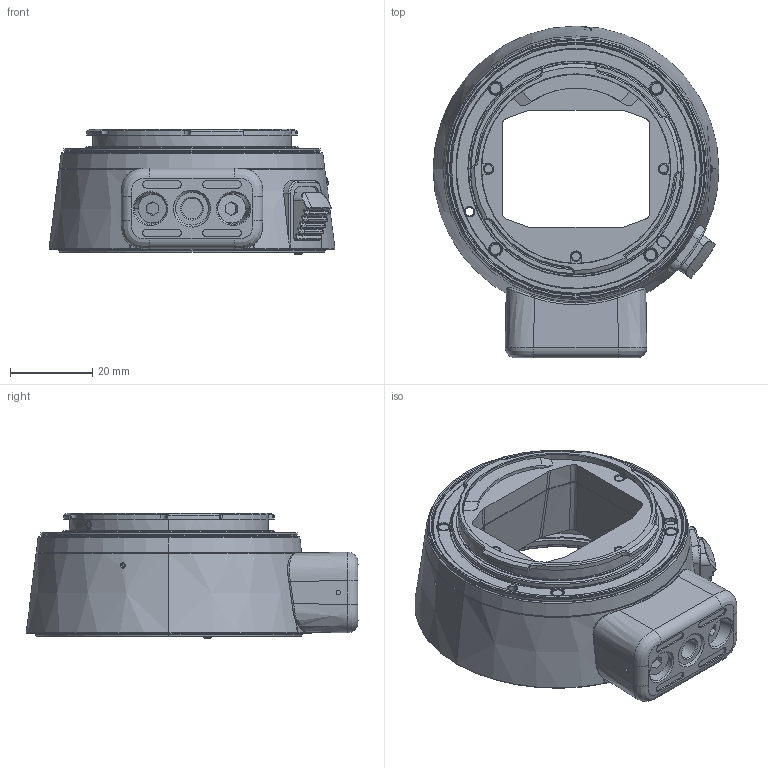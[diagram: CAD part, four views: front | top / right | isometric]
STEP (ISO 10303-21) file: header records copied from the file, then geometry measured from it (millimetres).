
FILE_DESCRIPTION (( 'STEP AP214' ), '1' );
FILE_NAME ('SIGMA_MC-21_SA-L_ver1.STEP', '2019-10-01T05:15:59', ( '' ), ( '' ), 'SwSTEP 2.0', 'SolidWorks 2016', '' );
FILE_SCHEMA (( 'AUTOMOTIVE_DESIGN' ));
Length unit declared in the file: millimetre
Products named in the file (1): SIGMA_MC-21_SA-L_ver1
Bounding box: 69.56 x 80.78 x 30.52 mm (x, y, z)
Volume: 61336 mm3; surface area: 24975.8 mm2
Topology: 2 solids, 4 shells, 1233 faces, 3087 edges, 1945 vertices
Faces by surface type: cylinder 392, cone 302, plane 295, bspline 124, torus 104, sphere 16
Entity records: 56998 total; most frequent: CARTESIAN_POINT 14678, ORIENTED_EDGE 6174, DIRECTION 5956, EDGE_CURVE 3087, AXIS2_PLACEMENT_3D 2477, VERTEX_POINT 1945, CIRCLE 1367, EDGE_LOOP 1324
